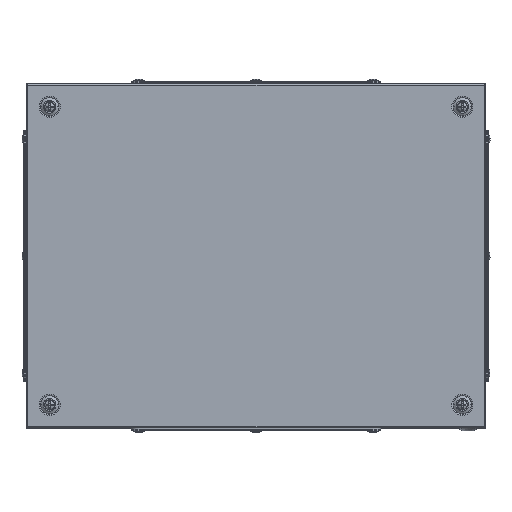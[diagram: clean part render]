
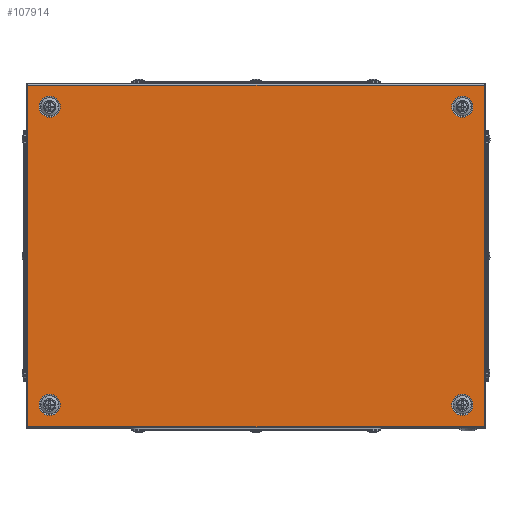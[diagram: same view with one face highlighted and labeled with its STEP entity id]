
A CAD part, top view. The second image highlights one B-rep face of the part: STEP entity #107914.
In plain terms, the highlighted face is planar.
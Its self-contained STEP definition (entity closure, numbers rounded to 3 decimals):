
#4552 = EDGE_LOOP ( 'NONE', ( #27908, #27910 ) ) ;
#4555 = EDGE_LOOP ( 'NONE', ( #27920, #27922 ) ) ;
#4557 = EDGE_LOOP ( 'NONE', ( #27912, #27914, #27916, #27918 ) ) ;
#4602 = EDGE_LOOP ( 'NONE', ( #27904, #27906 ) ) ;
#4603 = EDGE_LOOP ( 'NONE', ( #27924, #27926 ) ) ;
#17884 = VERTEX_POINT ( 'NONE', #25120 ) ;
#17890 = VERTEX_POINT ( 'NONE', #29504 ) ;
#17983 = VERTEX_POINT ( 'NONE', #25132 ) ;
#17986 = VERTEX_POINT ( 'NONE', #25136 ) ;
#18076 = VERTEX_POINT ( 'NONE', #25151 ) ;
#18079 = VERTEX_POINT ( 'NONE', #25156 ) ;
#18163 = VERTEX_POINT ( 'NONE', #25174 ) ;
#18169 = VERTEX_POINT ( 'NONE', #25171 ) ;
#18229 = VERTEX_POINT ( 'NONE', #25188 ) ;
#18235 = VERTEX_POINT ( 'NONE', #25185 ) ;
#18244 = VERTEX_POINT ( 'NONE', #25187 ) ;
#18247 = VERTEX_POINT ( 'NONE', #25192 ) ;
#25120 = CARTESIAN_POINT ( 'NONE',  ( -139.208, -180., 0. ) ) ;
#25132 = CARTESIAN_POINT ( 'NONE',  ( 120.792, -180., 0. ) ) ;
#25136 = CARTESIAN_POINT ( 'NONE',  ( 139.208, -180., 0. ) ) ;
#25151 = CARTESIAN_POINT ( 'NONE',  ( -120.792, 180., 0. ) ) ;
#25156 = CARTESIAN_POINT ( 'NONE',  ( -139.208, 180., 0. ) ) ;
#25171 = CARTESIAN_POINT ( 'NONE',  ( 120.792, 180., 0. ) ) ;
#25174 = CARTESIAN_POINT ( 'NONE',  ( 139.208, 180., 0. ) ) ;
#25185 = CARTESIAN_POINT ( 'NONE',  ( 148.9, -198.9, 0. ) ) ;
#25187 = CARTESIAN_POINT ( 'NONE',  ( -148.9, -198.9, 0. ) ) ;
#25188 = CARTESIAN_POINT ( 'NONE',  ( 148.9, 198.9, 0. ) ) ;
#25192 = CARTESIAN_POINT ( 'NONE',  ( -148.9, 198.9, 0. ) ) ;
#27904 = ORIENTED_EDGE ( 'NONE', *, *, #103146, .F. ) ;
#27906 = ORIENTED_EDGE ( 'NONE', *, *, #103074, .F. ) ;
#27908 = ORIENTED_EDGE ( 'NONE', *, *, #103126, .T. ) ;
#27910 = ORIENTED_EDGE ( 'NONE', *, *, #103147, .T. ) ;
#27912 = ORIENTED_EDGE ( 'NONE', *, *, #103148, .T. ) ;
#27914 = ORIENTED_EDGE ( 'NONE', *, *, #103149, .T. ) ;
#27916 = ORIENTED_EDGE ( 'NONE', *, *, #103150, .T. ) ;
#27918 = ORIENTED_EDGE ( 'NONE', *, *, #103151, .T. ) ;
#27920 = ORIENTED_EDGE ( 'NONE', *, *, #103152, .F. ) ;
#27922 = ORIENTED_EDGE ( 'NONE', *, *, #103100, .F. ) ;
#27924 = ORIENTED_EDGE ( 'NONE', *, *, #103048, .T. ) ;
#27926 = ORIENTED_EDGE ( 'NONE', *, *, #103153, .T. ) ;
#29504 = CARTESIAN_POINT ( 'NONE',  ( -120.792, -180., 0. ) ) ;
#74770 = CIRCLE ( 'NONE', #74776, 9.208 ) ;
#74776 = AXIS2_PLACEMENT_3D ( 'NONE', #114315, #114317, #114319 ) ;
#74865 = CIRCLE ( 'NONE', #74876, 9.208 ) ;
#74876 = AXIS2_PLACEMENT_3D ( 'NONE', #114502, #114504, #116669 ) ;
#85363 = PLANE ( 'NONE',  #87270 ) ;
#85365 = FACE_BOUND ( 'NONE', #4602, .T. ) ;
#85368 = FACE_BOUND ( 'NONE', #4603, .T. ) ;
#85372 = FACE_BOUND ( 'NONE', #4552, .T. ) ;
#85373 = CARTESIAN_POINT ( 'NONE',  ( -149., -199., 0. ) ) ;
#85375 = FACE_OUTER_BOUND ( 'NONE', #4557, .T. ) ;
#85379 = FACE_BOUND ( 'NONE', #4555, .T. ) ;
#85381 = DIRECTION ( 'NONE',  ( 0., 0., 1. ) ) ;
#85383 = DIRECTION ( 'NONE',  ( 1., 0., 0. ) ) ;
#87270 = AXIS2_PLACEMENT_3D ( 'NONE', #85373, #85381, #85383 ) ;
#103048 = EDGE_CURVE ( 'NONE', #17884, #17890, #74770, .T. ) ;
#103074 = EDGE_CURVE ( 'NONE', #17983, #17986, #74865, .T. ) ;
#103100 = EDGE_CURVE ( 'NONE', #18076, #18079, #117626, .T. ) ;
#103126 = EDGE_CURVE ( 'NONE', #18163, #18169, #117672, .T. ) ;
#103146 = EDGE_CURVE ( 'NONE', #17986, #17983, #117708, .T. ) ;
#103147 = EDGE_CURVE ( 'NONE', #18169, #18163, #117710, .T. ) ;
#103148 = EDGE_CURVE ( 'NONE', #18229, #18235, #116883, .T. ) ;
#103149 = EDGE_CURVE ( 'NONE', #18235, #18244, #116888, .T. ) ;
#103150 = EDGE_CURVE ( 'NONE', #18244, #18247, #116895, .T. ) ;
#103151 = EDGE_CURVE ( 'NONE', #18247, #18229, #116898, .T. ) ;
#103152 = EDGE_CURVE ( 'NONE', #18079, #18076, #117717, .T. ) ;
#103153 = EDGE_CURVE ( 'NONE', #17890, #17884, #117718, .T. ) ;
#107914 = ADVANCED_FACE ( 'NONE', ( #85365, #85372, #85375, #85379, #85368 ), #85363, .F. ) ;
#114315 = CARTESIAN_POINT ( 'NONE',  ( -130., -180., 0. ) ) ;
#114317 = DIRECTION ( 'NONE',  ( 0., 0., 1. ) ) ;
#114319 = DIRECTION ( 'NONE',  ( -1., 0., 0. ) ) ;
#114502 = CARTESIAN_POINT ( 'NONE',  ( 130., -180., 0. ) ) ;
#114504 = DIRECTION ( 'NONE',  ( 0., 0., -1. ) ) ;
#116669 = DIRECTION ( 'NONE',  ( 1., 0., 0. ) ) ;
#116747 = CARTESIAN_POINT ( 'NONE',  ( -130., 180., 0. ) ) ;
#116748 = DIRECTION ( 'NONE',  ( 0., 0., -1. ) ) ;
#116749 = DIRECTION ( 'NONE',  ( -1., 0., 0. ) ) ;
#116825 = CARTESIAN_POINT ( 'NONE',  ( 130., 180., 0. ) ) ;
#116826 = DIRECTION ( 'NONE',  ( 0., 0., 1. ) ) ;
#116827 = DIRECTION ( 'NONE',  ( 1., 0., 0. ) ) ;
#116883 = LINE ( 'NONE', #116884, #117712 ) ;
#116884 = CARTESIAN_POINT ( 'NONE',  ( 148.9, 198.9, 0. ) ) ;
#116885 = CARTESIAN_POINT ( 'NONE',  ( 130., -180., 0. ) ) ;
#116886 = DIRECTION ( 'NONE',  ( 0., 0., -1. ) ) ;
#116887 = DIRECTION ( 'NONE',  ( 1., 0., 0. ) ) ;
#116888 = LINE ( 'NONE', #116893, #117702 ) ;
#116889 = CARTESIAN_POINT ( 'NONE',  ( 130., 180., 0. ) ) ;
#116890 = DIRECTION ( 'NONE',  ( 0., 0., 1. ) ) ;
#116891 = DIRECTION ( 'NONE',  ( 1., 0., 0. ) ) ;
#116892 = DIRECTION ( 'NONE',  ( 0., -1., 0. ) ) ;
#116893 = CARTESIAN_POINT ( 'NONE',  ( 149., -198.9, 0. ) ) ;
#116894 = DIRECTION ( 'NONE',  ( -1., 0., 0. ) ) ;
#116895 = LINE ( 'NONE', #116896, #117715 ) ;
#116896 = CARTESIAN_POINT ( 'NONE',  ( -148.9, -198.9, 0. ) ) ;
#116897 = DIRECTION ( 'NONE',  ( 0., 1., 0. ) ) ;
#116898 = LINE ( 'NONE', #116899, #117716 ) ;
#116899 = CARTESIAN_POINT ( 'NONE',  ( -149., 198.9, 0. ) ) ;
#116900 = DIRECTION ( 'NONE',  ( 1., 0., 0. ) ) ;
#116901 = CARTESIAN_POINT ( 'NONE',  ( -130., 180., 0. ) ) ;
#116902 = DIRECTION ( 'NONE',  ( 0., 0., -1. ) ) ;
#116903 = DIRECTION ( 'NONE',  ( -1., 0., 0. ) ) ;
#116904 = CARTESIAN_POINT ( 'NONE',  ( -130., -180., 0. ) ) ;
#116905 = DIRECTION ( 'NONE',  ( 0., 0., 1. ) ) ;
#116906 = DIRECTION ( 'NONE',  ( -1., 0., 0. ) ) ;
#117626 = CIRCLE ( 'NONE', #117627, 9.208 ) ;
#117627 = AXIS2_PLACEMENT_3D ( 'NONE', #116747, #116748, #116749 ) ;
#117672 = CIRCLE ( 'NONE', #117675, 9.208 ) ;
#117675 = AXIS2_PLACEMENT_3D ( 'NONE', #116825, #116826, #116827 ) ;
#117702 = VECTOR ( 'NONE', #116894, 1000. ) ;
#117708 = CIRCLE ( 'NONE', #117711, 9.208 ) ;
#117710 = CIRCLE ( 'NONE', #117713, 9.208 ) ;
#117711 = AXIS2_PLACEMENT_3D ( 'NONE', #116885, #116886, #116887 ) ;
#117712 = VECTOR ( 'NONE', #116892, 1000. ) ;
#117713 = AXIS2_PLACEMENT_3D ( 'NONE', #116889, #116890, #116891 ) ;
#117715 = VECTOR ( 'NONE', #116897, 1000. ) ;
#117716 = VECTOR ( 'NONE', #116900, 1000. ) ;
#117717 = CIRCLE ( 'NONE', #117719, 9.208 ) ;
#117718 = CIRCLE ( 'NONE', #117721, 9.208 ) ;
#117719 = AXIS2_PLACEMENT_3D ( 'NONE', #116901, #116902, #116903 ) ;
#117721 = AXIS2_PLACEMENT_3D ( 'NONE', #116904, #116905, #116906 ) ;
